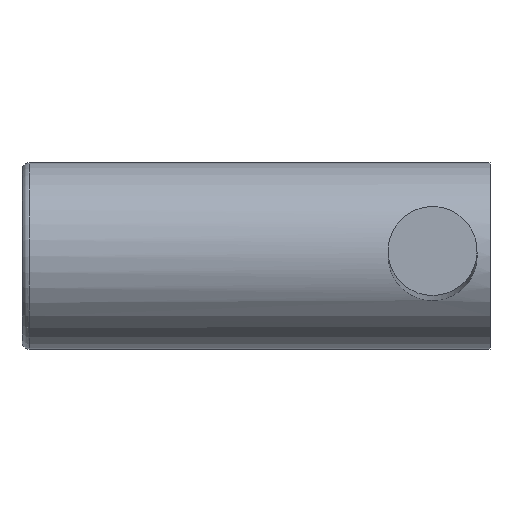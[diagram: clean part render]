
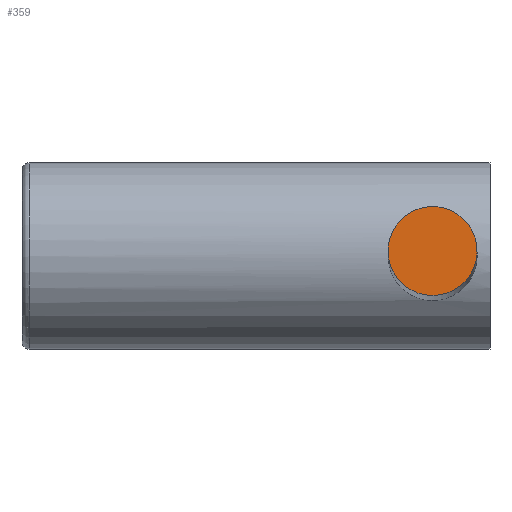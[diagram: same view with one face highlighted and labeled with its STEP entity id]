
A CAD part, top view. The second image highlights one B-rep face of the part: STEP entity #359.
In plain terms, the highlighted planar face has unit normal (0, 0, 1).
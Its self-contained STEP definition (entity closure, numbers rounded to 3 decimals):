
#47 = CYLINDRICAL_SURFACE('',#48,1.55);
#48 = AXIS2_PLACEMENT_3D('',#49,#50,#51);
#49 = CARTESIAN_POINT('',(14.,0.,0.236));
#50 = DIRECTION('',(0.,0.,1.));
#51 = DIRECTION('',(0.545,-0.839,0.)
  );
#289 = VERTEX_POINT('',#290);
#290 = CARTESIAN_POINT('',(14.277,-1.525,100.236));
#310 = EDGE_CURVE('',#289,#311,#313,.T.);
#311 = VERTEX_POINT('',#312);
#312 = CARTESIAN_POINT('',(13.156,1.3,
    100.236));
#313 = SURFACE_CURVE('',#314,(#319,#325),.PCURVE_S1.);
#314 = CIRCLE('',#315,1.55);
#315 = AXIS2_PLACEMENT_3D('',#316,#317,#318);
#316 = CARTESIAN_POINT('',(14.,0.,100.236));
#317 = DIRECTION('',(0.,0.,-1.));
#318 = DIRECTION('',(0.545,-0.839,0.)
  );
#319 = PCURVE('',#47,#320);
#320 = DEFINITIONAL_REPRESENTATION('',(#321),#324);
#321 = B_SPLINE_CURVE_WITH_KNOTS('',1,(#322,#323),.UNSPECIFIED.,.F.,.F.,
  (2,2),(0.396,3.142),.PIECEWISE_BEZIER_KNOTS.);
#322 = CARTESIAN_POINT('',(12.17,100.));
#323 = CARTESIAN_POINT('',(9.425,100.));
#324 = ( GEOMETRIC_REPRESENTATION_CONTEXT(2) 
PARAMETRIC_REPRESENTATION_CONTEXT() REPRESENTATION_CONTEXT('2D SPACE',''
  ) );
#325 = PCURVE('',#326,#331);
#326 = PLANE('',#327);
#327 = AXIS2_PLACEMENT_3D('',#328,#329,#330);
#328 = CARTESIAN_POINT('',(14.,0.,100.236));
#329 = DIRECTION('',(0.,0.,-1.));
#330 = DIRECTION('',(0.545,-0.839,0.));
#331 = DEFINITIONAL_REPRESENTATION('',(#332),#336);
#332 = CIRCLE('',#333,1.55);
#333 = AXIS2_PLACEMENT_2D('',#334,#335);
#334 = CARTESIAN_POINT('',(0.,0.));
#335 = DIRECTION('',(1.,0.));
#336 = ( GEOMETRIC_REPRESENTATION_CONTEXT(2) 
PARAMETRIC_REPRESENTATION_CONTEXT() REPRESENTATION_CONTEXT('2D SPACE',''
  ) );
#338 = EDGE_CURVE('',#311,#289,#339,.T.);
#339 = SURFACE_CURVE('',#340,(#345,#351),.PCURVE_S1.);
#340 = CIRCLE('',#341,1.55);
#341 = AXIS2_PLACEMENT_3D('',#342,#343,#344);
#342 = CARTESIAN_POINT('',(14.,0.,100.236));
#343 = DIRECTION('',(0.,0.,-1.));
#344 = DIRECTION('',(0.545,-0.839,0.)
  );
#345 = PCURVE('',#47,#346);
#346 = DEFINITIONAL_REPRESENTATION('',(#347),#350);
#347 = B_SPLINE_CURVE_WITH_KNOTS('',1,(#348,#349),.UNSPECIFIED.,.F.,.F.,
  (2,2),(3.142,6.679),.PIECEWISE_BEZIER_KNOTS.);
#348 = CARTESIAN_POINT('',(9.425,100.));
#349 = CARTESIAN_POINT('',(5.887,100.));
#350 = ( GEOMETRIC_REPRESENTATION_CONTEXT(2) 
PARAMETRIC_REPRESENTATION_CONTEXT() REPRESENTATION_CONTEXT('2D SPACE',''
  ) );
#351 = PCURVE('',#326,#352);
#352 = DEFINITIONAL_REPRESENTATION('',(#353),#357);
#353 = CIRCLE('',#354,1.55);
#354 = AXIS2_PLACEMENT_2D('',#355,#356);
#355 = CARTESIAN_POINT('',(0.,0.));
#356 = DIRECTION('',(1.,0.));
#357 = ( GEOMETRIC_REPRESENTATION_CONTEXT(2) 
PARAMETRIC_REPRESENTATION_CONTEXT() REPRESENTATION_CONTEXT('2D SPACE',''
  ) );
#359 = ADVANCED_FACE('',(#360),#326,.F.);
#360 = FACE_BOUND('',#361,.T.);
#361 = EDGE_LOOP('',(#362,#363));
#362 = ORIENTED_EDGE('',*,*,#338,.F.);
#363 = ORIENTED_EDGE('',*,*,#310,.F.);
